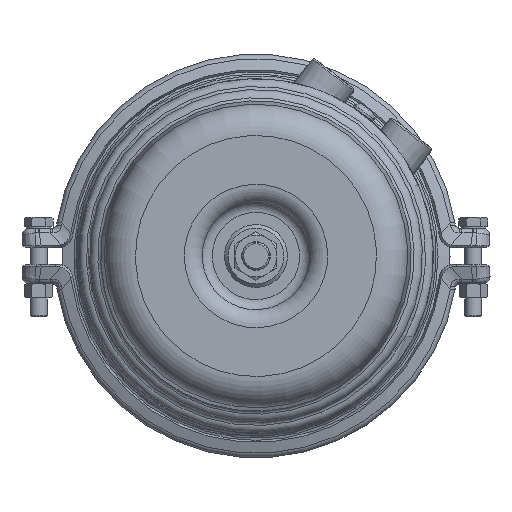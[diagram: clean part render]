
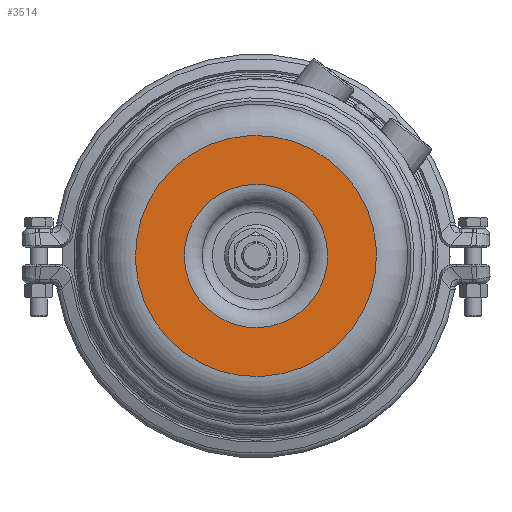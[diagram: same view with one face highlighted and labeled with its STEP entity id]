
A CAD part, left-side view. The second image highlights one B-rep face of the part: STEP entity #3514.
In plain terms, the highlighted planar face has unit normal (-1, 0, 0).
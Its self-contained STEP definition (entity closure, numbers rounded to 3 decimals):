
#3514 = ADVANCED_FACE( '', ( #7374, #7375 ), #7376, .F. );
#7374 = FACE_OUTER_BOUND( '', #34936, .T. );
#7375 = FACE_BOUND( '', #34937, .T. );
#7376 = PLANE( '', #34938 );
#34936 = EDGE_LOOP( '', ( #46584 ) );
#34937 = EDGE_LOOP( '', ( #46585 ) );
#34938 = AXIS2_PLACEMENT_3D( '', #46586, #46587, #46588 );
#46584 = ORIENTED_EDGE( '', *, *, #48097, .F. );
#46585 = ORIENTED_EDGE( '', *, *, #50993, .T. );
#46586 = CARTESIAN_POINT( '', ( -152.25, -24.959, 32.527 ) );
#46587 = DIRECTION( '', ( 1., 0., 0. ) );
#46588 = DIRECTION( '', ( 0., -0.793, -0.609 ) );
#48097 = EDGE_CURVE( '', #52554, #52554, #52555, .T. );
#50993 = EDGE_CURVE( '', #56868, #56868, #56869, .T. );
#52554 = VERTEX_POINT( '', #60102 );
#52555 = CIRCLE( '', #60103, 69. );
#56868 = VERTEX_POINT( '', #75726 );
#56869 = CIRCLE( '', #75727, 41. );
#60102 = CARTESIAN_POINT( '', ( -152.25, -54.741, -42.005 ) );
#60103 = AXIS2_PLACEMENT_3D( '', #79066, #79067, #79068 );
#75726 = CARTESIAN_POINT( '', ( -152.25, -32.527, -24.959 ) );
#75727 = AXIS2_PLACEMENT_3D( '', #80791, #80792, #80793 );
#79066 = CARTESIAN_POINT( '', ( -152.25, 0., 0. ) );
#79067 = DIRECTION( '', ( 1., 0., 0. ) );
#79068 = DIRECTION( '', ( 0., -0.793, -0.609 ) );
#80791 = CARTESIAN_POINT( '', ( -152.25, 0., 0. ) );
#80792 = DIRECTION( '', ( 1., 0., 0. ) );
#80793 = DIRECTION( '', ( 0., -0.793, -0.609 ) );
